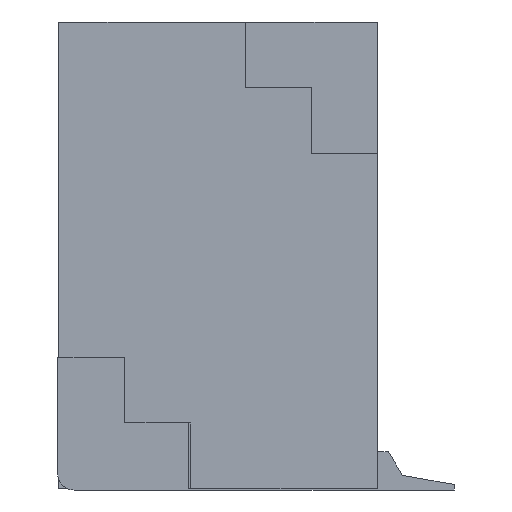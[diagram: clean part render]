
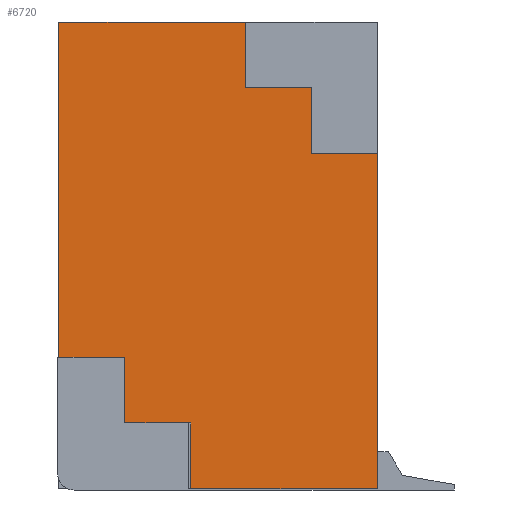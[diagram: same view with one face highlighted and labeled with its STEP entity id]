
A CAD part, left-side view. The second image highlights one B-rep face of the part: STEP entity #6720.
In plain terms, the highlighted planar face has unit normal (-1, 0, 0).
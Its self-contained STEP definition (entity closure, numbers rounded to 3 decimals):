
#233 = CARTESIAN_POINT ( 'NONE',  ( -1.5, -0.25, 4.25 ) ) ;
#1058 = CARTESIAN_POINT ( 'NONE',  ( -1.5, -0.25, 3.65 ) ) ;
#1235 = CARTESIAN_POINT ( 'NONE',  ( -1.5, 0.25, 0. ) ) ;
#1639 = EDGE_CURVE ( 'NONE', #18666, #16576, #19109, .T. ) ;
#1963 = VECTOR ( 'NONE', #19234, 1000. ) ;
#2179 = VECTOR ( 'NONE', #14785, 1000. ) ;
#2569 = EDGE_CURVE ( 'NONE', #18666, #20437, #15918, .T. ) ;
#2799 = CARTESIAN_POINT ( 'NONE',  ( -1.5, 1.45, 4.25 ) ) ;
#3007 = LINE ( 'NONE', #6341, #4278 ) ;
#3477 = VERTEX_POINT ( 'NONE', #19667 ) ;
#4075 = VECTOR ( 'NONE', #12821, 1000. ) ;
#4278 = VECTOR ( 'NONE', #12880, 1000. ) ;
#4409 = EDGE_CURVE ( 'NONE', #6013, #6854, #17662, .T. ) ;
#4782 = EDGE_CURVE ( 'NONE', #8612, #17479, #6273, .T. ) ;
#5068 = CARTESIAN_POINT ( 'NONE',  ( -1.5, -1.45, 4.25 ) ) ;
#5667 = LINE ( 'NONE', #9117, #9743 ) ;
#5689 = ORIENTED_EDGE ( 'NONE', *, *, #7676, .F. ) ;
#5970 = VECTOR ( 'NONE', #13013, 1000. ) ;
#6013 = VERTEX_POINT ( 'NONE', #1058 ) ;
#6149 = LINE ( 'NONE', #17734, #5970 ) ;
#6273 = LINE ( 'NONE', #17746, #4075 ) ;
#6341 = CARTESIAN_POINT ( 'NONE',  ( -1.5, -1.45, 4.25 ) ) ;
#6513 = ORIENTED_EDGE ( 'NONE', *, *, #2569, .T. ) ;
#6697 = LINE ( 'NONE', #233, #10646 ) ;
#6720 = ADVANCED_FACE ( 'NONE', ( #9811 ), #10009, .F. ) ;
#6773 = DIRECTION ( 'NONE',  ( 1., 0., 0. ) ) ;
#6837 = EDGE_CURVE ( 'NONE', #12204, #16890, #16385, .T. ) ;
#6854 = VERTEX_POINT ( 'NONE', #10952 ) ;
#7481 = CARTESIAN_POINT ( 'NONE',  ( -1.5, -0.25, 3.65 ) ) ;
#7676 = EDGE_CURVE ( 'NONE', #11041, #17479, #3007, .T. ) ;
#7919 = VECTOR ( 'NONE', #9713, 1000. ) ;
#7983 = ORIENTED_EDGE ( 'NONE', *, *, #6837, .F. ) ;
#8245 = CARTESIAN_POINT ( 'NONE',  ( -1.5, 0.25, 0.6 ) ) ;
#8397 = ORIENTED_EDGE ( 'NONE', *, *, #4782, .T. ) ;
#8612 = VERTEX_POINT ( 'NONE', #16415 ) ;
#8642 = ORIENTED_EDGE ( 'NONE', *, *, #16155, .F. ) ;
#8707 = EDGE_CURVE ( 'NONE', #6854, #13379, #16168, .T. ) ;
#8745 = CARTESIAN_POINT ( 'NONE',  ( -1.5, -0.85, 3.05 ) ) ;
#9117 = CARTESIAN_POINT ( 'NONE',  ( -1.5, 0.85, 0.6 ) ) ;
#9296 = ORIENTED_EDGE ( 'NONE', *, *, #4409, .F. ) ;
#9400 = CARTESIAN_POINT ( 'NONE',  ( -1.5, 0.85, 0.6 ) ) ;
#9420 = VECTOR ( 'NONE', #11030, 1000. ) ;
#9630 = LINE ( 'NONE', #1235, #14691 ) ;
#9713 = DIRECTION ( 'NONE',  ( 0., -1., 0. ) ) ;
#9743 = VECTOR ( 'NONE', #14012, 1000. ) ;
#9811 = FACE_OUTER_BOUND ( 'NONE', #10232, .T. ) ;
#10009 = PLANE ( 'NONE',  #11121 ) ;
#10232 = EDGE_LOOP ( 'NONE', ( #6513, #8642, #11706, #7983, #13312, #8397, #5689, #10407, #18559, #9296, #14324, #18549 ) ) ;
#10407 = ORIENTED_EDGE ( 'NONE', *, *, #16901, .F. ) ;
#10493 = EDGE_CURVE ( 'NONE', #8612, #12204, #9630, .T. ) ;
#10646 = VECTOR ( 'NONE', #19763, 1000. ) ;
#10860 = CARTESIAN_POINT ( 'NONE',  ( -1.5, -1.45, 3.05 ) ) ;
#10952 = CARTESIAN_POINT ( 'NONE',  ( -1.5, -0.85, 3.65 ) ) ;
#11000 = DIRECTION ( 'NONE',  ( 0., -1., 0. ) ) ;
#11030 = DIRECTION ( 'NONE',  ( 0., -1., 0. ) ) ;
#11041 = VERTEX_POINT ( 'NONE', #10860 ) ;
#11121 = AXIS2_PLACEMENT_3D ( 'NONE', #5068, #6773, #11510 ) ;
#11510 = DIRECTION ( 'NONE',  ( 0., 0., -1. ) ) ;
#11637 = EDGE_CURVE ( 'NONE', #16576, #6013, #6697, .T. ) ;
#11706 = ORIENTED_EDGE ( 'NONE', *, *, #18639, .F. ) ;
#12204 = VERTEX_POINT ( 'NONE', #15761 ) ;
#12530 = DIRECTION ( 'NONE',  ( 0., 0., 1. ) ) ;
#12600 = CARTESIAN_POINT ( 'NONE',  ( -1.5, -1.45, 4.25 ) ) ;
#12787 = DIRECTION ( 'NONE',  ( 0., 0., -1. ) ) ;
#12821 = DIRECTION ( 'NONE',  ( 0., -1., 0. ) ) ;
#12880 = DIRECTION ( 'NONE',  ( 0., 0., -1. ) ) ;
#12985 = CARTESIAN_POINT ( 'NONE',  ( -1.5, 1.45, 1.2 ) ) ;
#13013 = DIRECTION ( 'NONE',  ( 0., 1., 0. ) ) ;
#13312 = ORIENTED_EDGE ( 'NONE', *, *, #10493, .F. ) ;
#13379 = VERTEX_POINT ( 'NONE', #8745 ) ;
#14012 = DIRECTION ( 'NONE',  ( 0., 0., 1. ) ) ;
#14324 = ORIENTED_EDGE ( 'NONE', *, *, #11637, .F. ) ;
#14434 = VECTOR ( 'NONE', #12787, 1000. ) ;
#14691 = VECTOR ( 'NONE', #12530, 1000. ) ;
#14785 = DIRECTION ( 'NONE',  ( 0., 1., 0. ) ) ;
#15761 = CARTESIAN_POINT ( 'NONE',  ( -1.5, 0.25, 0.6 ) ) ;
#15918 = LINE ( 'NONE', #2799, #14434 ) ;
#16155 = EDGE_CURVE ( 'NONE', #3477, #20437, #6149, .T. ) ;
#16168 = LINE ( 'NONE', #16367, #1963 ) ;
#16367 = CARTESIAN_POINT ( 'NONE',  ( -1.5, -0.85, 3.65 ) ) ;
#16385 = LINE ( 'NONE', #8245, #2179 ) ;
#16415 = CARTESIAN_POINT ( 'NONE',  ( -1.5, 0.25, 0. ) ) ;
#16576 = VERTEX_POINT ( 'NONE', #20227 ) ;
#16890 = VERTEX_POINT ( 'NONE', #9400 ) ;
#16901 = EDGE_CURVE ( 'NONE', #13379, #11041, #17323, .T. ) ;
#17323 = LINE ( 'NONE', #18798, #18671 ) ;
#17479 = VERTEX_POINT ( 'NONE', #18244 ) ;
#17662 = LINE ( 'NONE', #7481, #9420 ) ;
#17734 = CARTESIAN_POINT ( 'NONE',  ( -1.5, 1.45, 1.2 ) ) ;
#17746 = CARTESIAN_POINT ( 'NONE',  ( -1.5, -1.45, 0. ) ) ;
#18244 = CARTESIAN_POINT ( 'NONE',  ( -1.5, -1.45, 0. ) ) ;
#18549 = ORIENTED_EDGE ( 'NONE', *, *, #1639, .F. ) ;
#18559 = ORIENTED_EDGE ( 'NONE', *, *, #8707, .F. ) ;
#18639 = EDGE_CURVE ( 'NONE', #16890, #3477, #5667, .T. ) ;
#18666 = VERTEX_POINT ( 'NONE', #19047 ) ;
#18671 = VECTOR ( 'NONE', #11000, 1000. ) ;
#18798 = CARTESIAN_POINT ( 'NONE',  ( -1.5, -1.45, 3.05 ) ) ;
#19047 = CARTESIAN_POINT ( 'NONE',  ( -1.5, 1.45, 4.25 ) ) ;
#19109 = LINE ( 'NONE', #12600, #7919 ) ;
#19234 = DIRECTION ( 'NONE',  ( 0., 0., -1. ) ) ;
#19667 = CARTESIAN_POINT ( 'NONE',  ( -1.5, 0.85, 1.2 ) ) ;
#19763 = DIRECTION ( 'NONE',  ( 0., 0., -1. ) ) ;
#20227 = CARTESIAN_POINT ( 'NONE',  ( -1.5, -0.25, 4.25 ) ) ;
#20437 = VERTEX_POINT ( 'NONE', #12985 ) ;
